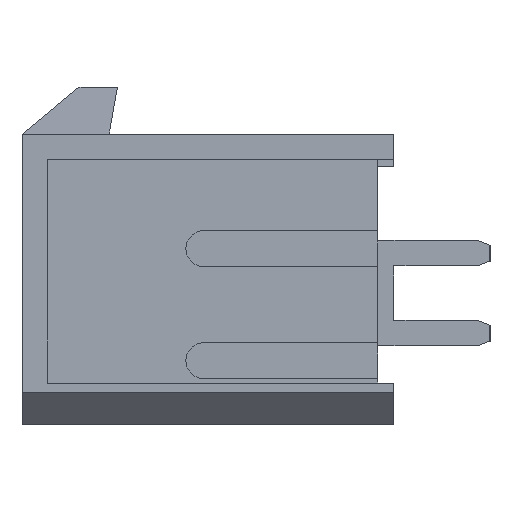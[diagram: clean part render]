
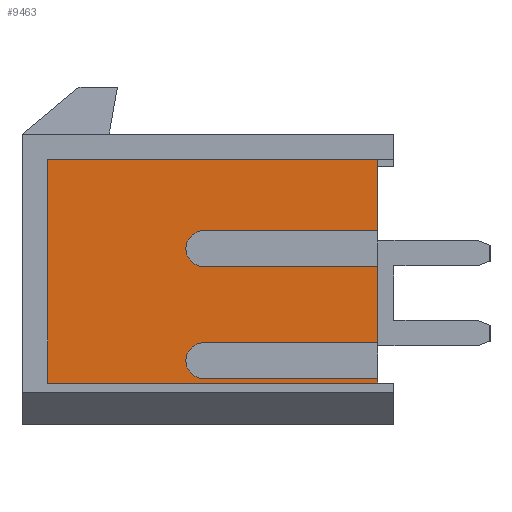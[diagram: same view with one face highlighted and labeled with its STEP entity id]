
A CAD part, left-side view. The second image highlights one B-rep face of the part: STEP entity #9463.
In plain terms, the highlighted planar face has unit normal (-1, 0, 0).
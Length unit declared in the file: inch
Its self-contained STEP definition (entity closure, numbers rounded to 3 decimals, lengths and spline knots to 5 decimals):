
#201=DIRECTION('',(0.,0.,-1.));
#202=VECTOR('',#201,0.007);
#203=CARTESIAN_POINT('',(-0.9445,-0.2655,-0.155));
#204=LINE('',#203,#202);
#217=DIRECTION('',(0.,0.,-1.));
#218=VECTOR('',#217,0.119);
#219=CARTESIAN_POINT('',(-0.9445,-0.2655,0.02));
#220=LINE('',#219,#218);
#233=DIRECTION('',(0.,0.,-1.));
#234=VECTOR('',#233,0.111);
#235=CARTESIAN_POINT('',(-0.9445,-0.2655,0.187));
#236=LINE('',#235,#234);
#3293=DIRECTION('',(0.,1.,0.));
#3294=VECTOR('',#3293,0.272);
#3295=CARTESIAN_POINT('',(-0.9445,-0.2655,-0.155));
#3296=LINE('',#3295,#3294);
#3297=DIRECTION('',(0.,1.,0.));
#3298=VECTOR('',#3297,0.516);
#3299=CARTESIAN_POINT('',(-0.9445,-0.2655,-0.162));
#3300=LINE('',#3299,#3298);
#3301=DIRECTION('',(0.,0.,1.));
#3302=VECTOR('',#3301,0.349);
#3303=CARTESIAN_POINT('',(-0.9445,0.2505,-0.162));
#3304=LINE('',#3303,#3302);
#3305=DIRECTION('',(0.,-1.,0.));
#3306=VECTOR('',#3305,0.516);
#3307=CARTESIAN_POINT('',(-0.9445,0.2505,0.187));
#3308=LINE('',#3307,#3306);
#3309=DIRECTION('',(0.,1.,0.));
#3310=VECTOR('',#3309,0.272);
#3311=CARTESIAN_POINT('',(-0.9445,-0.2655,0.076));
#3312=LINE('',#3311,#3310);
#3313=CARTESIAN_POINT('',(-0.9445,0.0065,0.048));
#3314=DIRECTION('',(1.,0.,0.));
#3315=DIRECTION('',(0.,0.,-1.));
#3316=AXIS2_PLACEMENT_3D('',#3313,#3314,#3315);
#3318=DIRECTION('',(0.,1.,0.));
#3319=VECTOR('',#3318,0.272);
#3320=CARTESIAN_POINT('',(-0.9445,-0.2655,0.02));
#3321=LINE('',#3320,#3319);
#3322=DIRECTION('',(0.,1.,0.));
#3323=VECTOR('',#3322,0.272);
#3324=CARTESIAN_POINT('',(-0.9445,-0.2655,-0.099));
#3325=LINE('',#3324,#3323);
#3326=CARTESIAN_POINT('',(-0.9445,0.0065,-0.127));
#3327=DIRECTION('',(1.,0.,0.));
#3328=DIRECTION('',(0.,0.,-1.));
#3329=AXIS2_PLACEMENT_3D('',#3326,#3327,#3328);
#3699=CARTESIAN_POINT('',(-0.9445,0.2505,-0.162));
#3700=CARTESIAN_POINT('',(-0.9445,0.2505,0.187));
#3701=VERTEX_POINT('',#3699);
#3702=VERTEX_POINT('',#3700);
#3715=CARTESIAN_POINT('',(-0.9445,-0.2655,-0.162));
#3716=VERTEX_POINT('',#3715);
#3717=CARTESIAN_POINT('',(-0.9445,-0.2655,0.187));
#3718=VERTEX_POINT('',#3717);
#3737=CARTESIAN_POINT('',(-0.9445,-0.2655,-0.155));
#3738=VERTEX_POINT('',#3737);
#3739=CARTESIAN_POINT('',(-0.9445,-0.2655,-0.099));
#3740=VERTEX_POINT('',#3739);
#3741=CARTESIAN_POINT('',(-0.9445,-0.2655,0.02));
#3742=VERTEX_POINT('',#3741);
#3743=CARTESIAN_POINT('',(-0.9445,-0.2655,0.076));
#3744=VERTEX_POINT('',#3743);
#3745=CARTESIAN_POINT('',(-0.9445,0.0065,-0.155));
#3746=VERTEX_POINT('',#3745);
#3747=CARTESIAN_POINT('',(-0.9445,0.0065,-0.099));
#3748=VERTEX_POINT('',#3747);
#3749=CARTESIAN_POINT('',(-0.9445,0.0065,0.02));
#3750=VERTEX_POINT('',#3749);
#3751=CARTESIAN_POINT('',(-0.9445,0.0065,0.076));
#3752=VERTEX_POINT('',#3751);
#9438=CARTESIAN_POINT('',(-0.9445,-0.2905,0.227));
#9439=DIRECTION('',(1.,0.,0.));
#9440=DIRECTION('',(0.,0.,-1.));
#9441=AXIS2_PLACEMENT_3D('',#9438,#9439,#9440);
#9442=PLANE('',#9441);
#9444=ORIENTED_EDGE('',*,*,#9443,.F.);
#9445=ORIENTED_EDGE('',*,*,#4612,.T.);
#9446=ORIENTED_EDGE('',*,*,#9404,.T.);
#9447=ORIENTED_EDGE('',*,*,#9418,.T.);
#9448=ORIENTED_EDGE('',*,*,#9431,.T.);
#9449=ORIENTED_EDGE('',*,*,#4628,.T.);
#9451=ORIENTED_EDGE('',*,*,#9450,.T.);
#9453=ORIENTED_EDGE('',*,*,#9452,.F.);
#9455=ORIENTED_EDGE('',*,*,#9454,.F.);
#9456=ORIENTED_EDGE('',*,*,#4620,.T.);
#9458=ORIENTED_EDGE('',*,*,#9457,.T.);
#9460=ORIENTED_EDGE('',*,*,#9459,.F.);
#9461=EDGE_LOOP('',(#9444,#9445,#9446,#9447,#9448,#9449,#9451,#9453,#9455,#9456,
#9458,#9460));
#9462=FACE_OUTER_BOUND('',#9461,.F.);
#9463=ADVANCED_FACE('',(#9462),#9442,.F.);
#3317=CIRCLE('',#3316,0.028);
#3330=CIRCLE('',#3329,0.028);
#4612=EDGE_CURVE('',#3738,#3716,#204,.T.);
#4620=EDGE_CURVE('',#3742,#3740,#220,.T.);
#4628=EDGE_CURVE('',#3718,#3744,#236,.T.);
#9404=EDGE_CURVE('',#3716,#3701,#3300,.T.);
#9418=EDGE_CURVE('',#3701,#3702,#3304,.T.);
#9431=EDGE_CURVE('',#3702,#3718,#3308,.T.);
#9443=EDGE_CURVE('',#3738,#3746,#3296,.T.);
#9450=EDGE_CURVE('',#3744,#3752,#3312,.T.);
#9452=EDGE_CURVE('',#3750,#3752,#3317,.T.);
#9454=EDGE_CURVE('',#3742,#3750,#3321,.T.);
#9457=EDGE_CURVE('',#3740,#3748,#3325,.T.);
#9459=EDGE_CURVE('',#3746,#3748,#3330,.T.);
